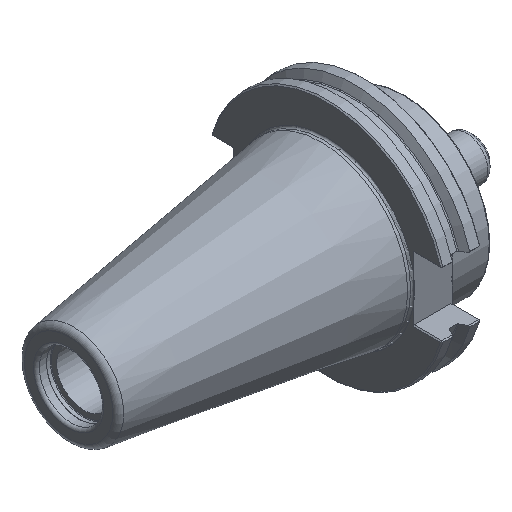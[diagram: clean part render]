
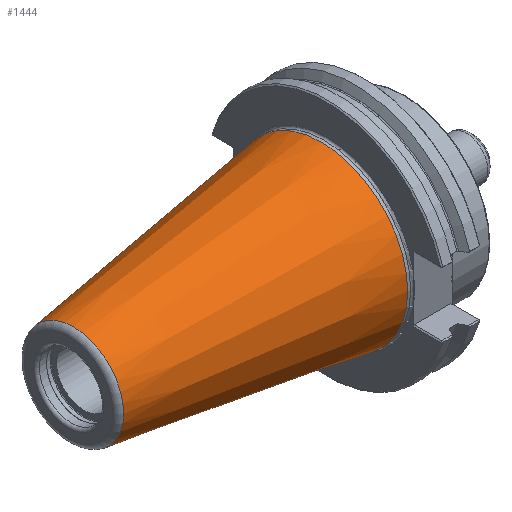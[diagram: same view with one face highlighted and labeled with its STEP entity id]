
A CAD part, isometric view. The second image highlights one B-rep face of the part: STEP entity #1444.
In plain terms, the highlighted conical face has half-angle 8.297 degrees and reference radius 27.749 mm.
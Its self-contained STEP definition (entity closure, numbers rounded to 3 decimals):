
#198=FACE_OUTER_BOUND('',#278,.T.);
#278=EDGE_LOOP('',(#1346,#1347,#1348,#1349,#1350,#1351,#1352));
#356=LINE('',#2721,#434);
#434=VECTOR('',#2061,27.749);
#530=CIRCLE('',#1631,20.396);
#531=CIRCLE('',#1632,20.396);
#532=CIRCLE('',#1633,20.396);
#534=CIRCLE('',#1636,35.1);
#535=CIRCLE('',#1637,35.1);
#686=VERTEX_POINT('',#2709);
#687=VERTEX_POINT('',#2710);
#688=VERTEX_POINT('',#2712);
#689=VERTEX_POINT('',#2717);
#690=VERTEX_POINT('',#2718);
#906=EDGE_CURVE('',#686,#687,#530,.T.);
#907=EDGE_CURVE('',#688,#686,#531,.T.);
#908=EDGE_CURVE('',#687,#688,#532,.T.);
#910=EDGE_CURVE('',#689,#690,#534,.T.);
#911=EDGE_CURVE('',#690,#689,#535,.T.);
#912=EDGE_CURVE('',#690,#688,#356,.T.);
#1346=ORIENTED_EDGE('',*,*,#910,.F.);
#1347=ORIENTED_EDGE('',*,*,#911,.F.);
#1348=ORIENTED_EDGE('',*,*,#912,.T.);
#1349=ORIENTED_EDGE('',*,*,#907,.T.);
#1350=ORIENTED_EDGE('',*,*,#906,.T.);
#1351=ORIENTED_EDGE('',*,*,#908,.T.);
#1352=ORIENTED_EDGE('',*,*,#912,.F.);
#1372=CONICAL_SURFACE('',#1635,27.749,0.145);
#1444=ADVANCED_FACE('',(#198),#1372,.T.);
#1631=AXIS2_PLACEMENT_3D('',#2711,#2047,#2048);
#1632=AXIS2_PLACEMENT_3D('',#2713,#2049,#2050);
#1633=AXIS2_PLACEMENT_3D('',#2714,#2051,#2052);
#1635=AXIS2_PLACEMENT_3D('',#2716,#2055,#2056);
#1636=AXIS2_PLACEMENT_3D('',#2719,#2057,#2058);
#1637=AXIS2_PLACEMENT_3D('',#2720,#2059,#2060);
#2047=DIRECTION('center_axis',(1.,0.,0.));
#2048=DIRECTION('ref_axis',(0.,0.,-1.));
#2049=DIRECTION('center_axis',(1.,0.,0.));
#2050=DIRECTION('ref_axis',(0.,0.,-1.));
#2051=DIRECTION('center_axis',(1.,0.,0.));
#2052=DIRECTION('ref_axis',(0.,0.,-1.));
#2055=DIRECTION('center_axis',(1.,0.,0.));
#2056=DIRECTION('ref_axis',(0.,1.,0.));
#2057=DIRECTION('center_axis',(1.,0.,0.));
#2058=DIRECTION('ref_axis',(0.,0.,-1.));
#2059=DIRECTION('center_axis',(1.,0.,0.));
#2060=DIRECTION('ref_axis',(0.,0.,-1.));
#2061=DIRECTION('',(-0.99,0.144,0.));
#2709=CARTESIAN_POINT('',(-99.633,20.396,0.));
#2710=CARTESIAN_POINT('',(-99.633,0.,20.396));
#2711=CARTESIAN_POINT('Origin',(-99.633,0.,0.));
#2712=CARTESIAN_POINT('',(-99.633,-20.396,0.));
#2713=CARTESIAN_POINT('Origin',(-99.633,0.,0.));
#2714=CARTESIAN_POINT('Origin',(-99.633,0.,0.));
#2716=CARTESIAN_POINT('Origin',(-49.229,0.,0.));
#2717=CARTESIAN_POINT('',(1.175,35.1,0.));
#2718=CARTESIAN_POINT('',(1.175,-35.1,0.));
#2719=CARTESIAN_POINT('Origin',(1.175,0.,0.));
#2720=CARTESIAN_POINT('Origin',(1.175,0.,0.));
#2721=CARTESIAN_POINT('',(-49.229,-27.749,0.));
